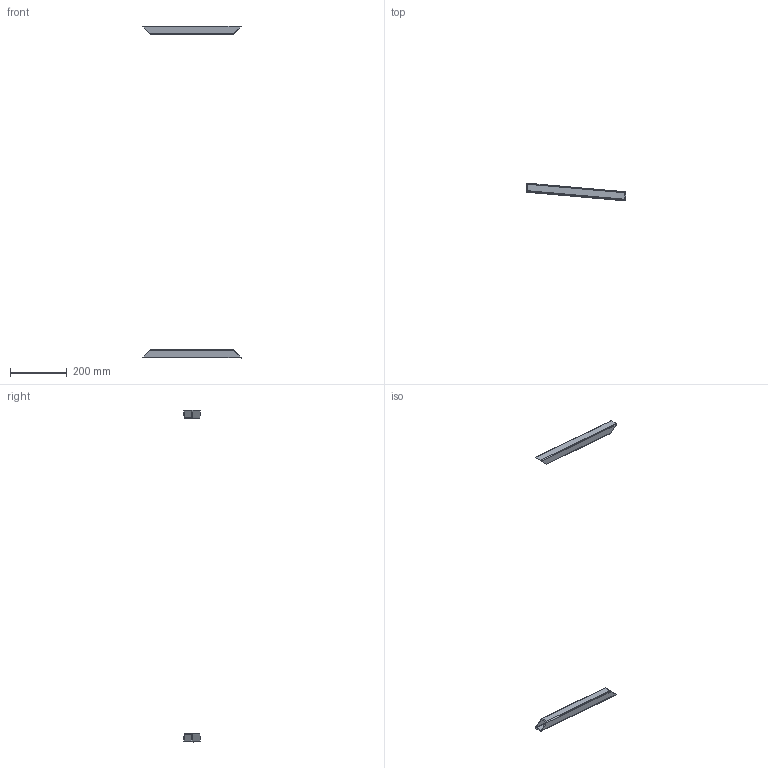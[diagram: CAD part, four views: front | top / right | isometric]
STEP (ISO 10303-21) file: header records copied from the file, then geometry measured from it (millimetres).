
FILE_DESCRIPTION(/* description */ (''),/* implementation_level */ '2;1');
FILE_NAME(/* name */ 'LONG_SUPP_SEDILI_4_ASM.stp',/* time_stamp */ '2016-06-02T11:15:55+02:00',/* author */ (''),/* organization */ (''),/* preprocessor_version */ 'ST-DEVELOPER v16.5',/* originating_system */ 'Autodesk Translation Framework v5.0.0.3310',/* authorisation */ '');
FILE_SCHEMA (('AUTOMOTIVE_DESIGN { 1 0 10303 214 3 1 1 }'));
Length unit declared in the file: centimetre
Products named in the file (3): LONG_SUPP_SEDILI_4_ASM; MANIFOLD_SOLID_BREP_5737; MANIFOLD_SOLID_BREP_6321
Assembly tree (2 placements, depth 2):
  LONG_SUPP_SEDILI_4_ASM
    MANIFOLD_SOLID_BREP_5737
    MANIFOLD_SOLID_BREP_6321
Bounding box: 351.89 x 59.89 x 1174 mm (x, y, z)
Volume: 201539 mm3; surface area: 136130.4 mm2
Topology: 2 solids, 2 shells, 36 faces, 96 edges, 64 vertices
Faces by surface type: plane 20, cylinder 16
Entity records: 1203 total; most frequent: DIRECTION 210, CARTESIAN_POINT 201, ORIENTED_EDGE 192, EDGE_CURVE 96, AXIS2_PLACEMENT_3D 73, LINE 64, VECTOR 64, VERTEX_POINT 64
